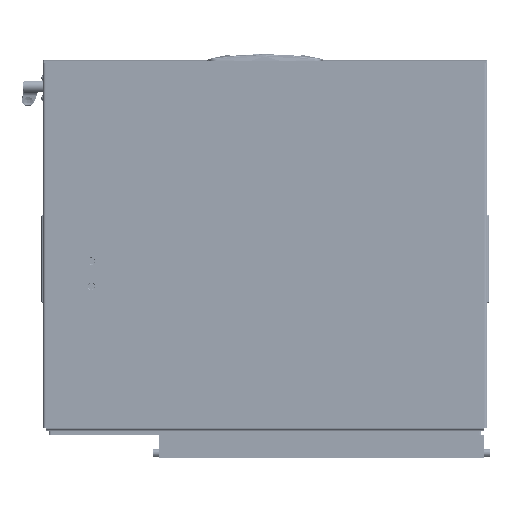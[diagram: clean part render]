
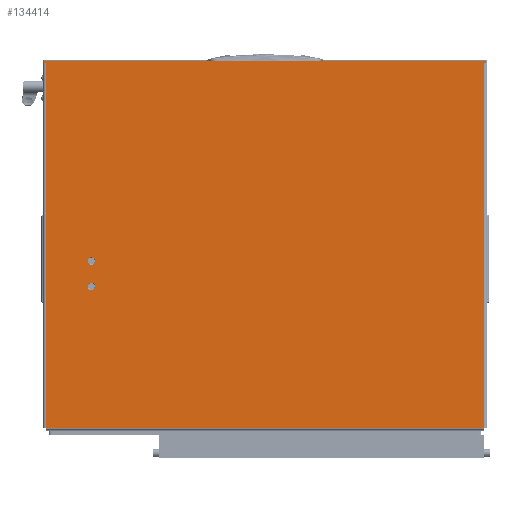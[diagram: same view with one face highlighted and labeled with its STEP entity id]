
A CAD part, front view. The second image highlights one B-rep face of the part: STEP entity #134414.
In plain terms, the highlighted face is planar.
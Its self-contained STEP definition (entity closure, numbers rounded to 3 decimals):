
#1293 = EDGE_CURVE ( 'NONE', #139691, #105881, #80717, .T. ) ;
#3469 = LINE ( 'NONE', #53632, #36582 ) ;
#5926 = FACE_OUTER_BOUND ( 'NONE', #40297, .T. ) ;
#6463 = LINE ( 'NONE', #117469, #121476 ) ;
#7989 = CARTESIAN_POINT ( 'NONE',  ( 506., 608., 0. ) ) ;
#11671 = CARTESIAN_POINT ( 'NONE',  ( 275., 545., 0. ) ) ;
#12556 = CARTESIAN_POINT ( 'NONE',  ( 0., -4., 0. ) ) ;
#13537 = ORIENTED_EDGE ( 'NONE', *, *, #35923, .F. ) ;
#14920 = CARTESIAN_POINT ( 'NONE',  ( 0., 610., 0. ) ) ;
#15149 = VERTEX_POINT ( 'NONE', #39360 ) ;
#16222 = CARTESIAN_POINT ( 'NONE',  ( 310., 545., 0. ) ) ;
#20557 = LINE ( 'NONE', #108857, #109534 ) ;
#20854 = VECTOR ( 'NONE', #44045, 1000. ) ;
#25125 = ORIENTED_EDGE ( 'NONE', *, *, #95403, .F. ) ;
#25714 = AXIS2_PLACEMENT_3D ( 'NONE', #99771, #77665, #100224 ) ;
#28154 = ORIENTED_EDGE ( 'NONE', *, *, #50148, .T. ) ;
#30527 = VERTEX_POINT ( 'NONE', #137883 ) ;
#32410 = CARTESIAN_POINT ( 'NONE',  ( 310., 545., 0. ) ) ;
#35309 = EDGE_LOOP ( 'NONE', ( #13537, #56020 ) ) ;
#35923 = EDGE_CURVE ( 'NONE', #65076, #123605, #90068, .T. ) ;
#36582 = VECTOR ( 'NONE', #132489, 1000. ) ;
#37398 = FACE_BOUND ( 'NONE', #35309, .T. ) ;
#38876 = AXIS2_PLACEMENT_3D ( 'NONE', #91446, #102622, #92401 ) ;
#39360 = CARTESIAN_POINT ( 'NONE',  ( 0., -2., 0. ) ) ;
#40068 = DIRECTION ( 'NONE',  ( -1., 0., 0. ) ) ;
#40297 = EDGE_LOOP ( 'NONE', ( #112137, #67897, #132977, #28154, #93232, #65808, #72134, #25125 ) ) ;
#40323 = DIRECTION ( 'NONE',  ( -1., 0., 0. ) ) ;
#40466 = VECTOR ( 'NONE', #122685, 1000. ) ;
#42635 = DIRECTION ( 'NONE',  ( 0., -1., 0. ) ) ;
#43676 = DIRECTION ( 'NONE',  ( 0., 0., -1. ) ) ;
#43777 = AXIS2_PLACEMENT_3D ( 'NONE', #11671, #111056, #57037 ) ;
#44045 = DIRECTION ( 'NONE',  ( 0., 1., 0. ) ) ;
#48662 = VERTEX_POINT ( 'NONE', #14920 ) ;
#50005 = CARTESIAN_POINT ( 'NONE',  ( 269.8, 545., 0. ) ) ;
#50148 = EDGE_CURVE ( 'NONE', #137192, #48662, #20557, .T. ) ;
#51865 = CARTESIAN_POINT ( 'NONE',  ( 304.8, 545., 0. ) ) ;
#53373 = DIRECTION ( 'NONE',  ( 1., 0., 0. ) ) ;
#53632 = CARTESIAN_POINT ( 'NONE',  ( 0., 0., 0. ) ) ;
#56020 = ORIENTED_EDGE ( 'NONE', *, *, #107714, .F. ) ;
#56286 = EDGE_CURVE ( 'NONE', #30527, #135555, #6463, .T. ) ;
#57037 = DIRECTION ( 'NONE',  ( -1., 0., 0. ) ) ;
#60173 = CARTESIAN_POINT ( 'NONE',  ( -2., 610., 0. ) ) ;
#61091 = DIRECTION ( 'NONE',  ( -1., 0., 0. ) ) ;
#63792 = EDGE_CURVE ( 'NONE', #115007, #137192, #116856, .T. ) ;
#65076 = VERTEX_POINT ( 'NONE', #50005 ) ;
#65808 = ORIENTED_EDGE ( 'NONE', *, *, #56286, .F. ) ;
#66083 = CARTESIAN_POINT ( 'NONE',  ( -2., -2., 0. ) ) ;
#67897 = ORIENTED_EDGE ( 'NONE', *, *, #105348, .T. ) ;
#67924 = VECTOR ( 'NONE', #40323, 1000. ) ;
#70158 = LINE ( 'NONE', #125605, #77117 ) ;
#71907 = LINE ( 'NONE', #7989, #94713 ) ;
#72134 = ORIENTED_EDGE ( 'NONE', *, *, #93339, .T. ) ;
#73190 = DIRECTION ( 'NONE',  ( 0., 0., -1. ) ) ;
#77117 = VECTOR ( 'NONE', #135850, 1000. ) ;
#77665 = DIRECTION ( 'NONE',  ( 0., 0., -1. ) ) ;
#78813 = CARTESIAN_POINT ( 'NONE',  ( 506., 0., 0. ) ) ;
#80099 = PLANE ( 'NONE',  #38876 ) ;
#80117 = CARTESIAN_POINT ( 'NONE',  ( 0., 0., 0. ) ) ;
#80717 = CIRCLE ( 'NONE', #127810, 5.2 ) ;
#86021 = EDGE_CURVE ( 'NONE', #105881, #139691, #129010, .T. ) ;
#86992 = VERTEX_POINT ( 'NONE', #78813 ) ;
#89690 = FACE_BOUND ( 'NONE', #142880, .T. ) ;
#90068 = CIRCLE ( 'NONE', #25714, 5.2 ) ;
#91446 = CARTESIAN_POINT ( 'NONE',  ( 0., 608., 0. ) ) ;
#92401 = DIRECTION ( 'NONE',  ( -1., 0., 0. ) ) ;
#93232 = ORIENTED_EDGE ( 'NONE', *, *, #136557, .F. ) ;
#93309 = CARTESIAN_POINT ( 'NONE',  ( 315.2, 545., 0. ) ) ;
#93339 = EDGE_CURVE ( 'NONE', #30527, #86992, #71907, .T. ) ;
#94713 = VECTOR ( 'NONE', #42635, 1000. ) ;
#95403 = EDGE_CURVE ( 'NONE', #130961, #86992, #3469, .T. ) ;
#95969 = CARTESIAN_POINT ( 'NONE',  ( 0., 608., 0. ) ) ;
#96283 = AXIS2_PLACEMENT_3D ( 'NONE', #16222, #73190, #61091 ) ;
#99771 = CARTESIAN_POINT ( 'NONE',  ( 275., 545., 0. ) ) ;
#100061 = CARTESIAN_POINT ( 'NONE',  ( -2., -4., 0. ) ) ;
#100158 = ORIENTED_EDGE ( 'NONE', *, *, #1293, .F. ) ;
#100224 = DIRECTION ( 'NONE',  ( -1., 0., 0. ) ) ;
#102622 = DIRECTION ( 'NONE',  ( 0., 0., -1. ) ) ;
#103928 = EDGE_CURVE ( 'NONE', #15149, #130961, #70158, .T. ) ;
#105348 = EDGE_CURVE ( 'NONE', #15149, #115007, #128973, .T. ) ;
#105881 = VERTEX_POINT ( 'NONE', #51865 ) ;
#107714 = EDGE_CURVE ( 'NONE', #123605, #65076, #121146, .T. ) ;
#108857 = CARTESIAN_POINT ( 'NONE',  ( 0., 610., 0. ) ) ;
#109534 = VECTOR ( 'NONE', #53373, 1000. ) ;
#111056 = DIRECTION ( 'NONE',  ( 0., 0., -1. ) ) ;
#112137 = ORIENTED_EDGE ( 'NONE', *, *, #103928, .F. ) ;
#114396 = ORIENTED_EDGE ( 'NONE', *, *, #86021, .F. ) ;
#115007 = VERTEX_POINT ( 'NONE', #66083 ) ;
#116856 = LINE ( 'NONE', #100061, #20854 ) ;
#117469 = CARTESIAN_POINT ( 'NONE',  ( 0., 608., 0. ) ) ;
#121146 = CIRCLE ( 'NONE', #43777, 5.2 ) ;
#121476 = VECTOR ( 'NONE', #40068, 1000. ) ;
#121580 = DIRECTION ( 'NONE',  ( -1., 0., 0. ) ) ;
#122685 = DIRECTION ( 'NONE',  ( 0., 1., 0. ) ) ;
#123605 = VERTEX_POINT ( 'NONE', #136534 ) ;
#125605 = CARTESIAN_POINT ( 'NONE',  ( 0., -4., 0. ) ) ;
#127810 = AXIS2_PLACEMENT_3D ( 'NONE', #32410, #43676, #121580 ) ;
#128973 = LINE ( 'NONE', #143520, #67924 ) ;
#129010 = CIRCLE ( 'NONE', #96283, 5.2 ) ;
#129319 = LINE ( 'NONE', #12556, #40466 ) ;
#130961 = VERTEX_POINT ( 'NONE', #80117 ) ;
#132489 = DIRECTION ( 'NONE',  ( 1., 0., 0. ) ) ;
#132977 = ORIENTED_EDGE ( 'NONE', *, *, #63792, .T. ) ;
#134414 = ADVANCED_FACE ( 'NONE', ( #37398, #89690, #5926 ), #80099, .T. ) ;
#135555 = VERTEX_POINT ( 'NONE', #95969 ) ;
#135850 = DIRECTION ( 'NONE',  ( 0., 1., 0. ) ) ;
#136534 = CARTESIAN_POINT ( 'NONE',  ( 280.2, 545., 0. ) ) ;
#136557 = EDGE_CURVE ( 'NONE', #135555, #48662, #129319, .T. ) ;
#137192 = VERTEX_POINT ( 'NONE', #60173 ) ;
#137883 = CARTESIAN_POINT ( 'NONE',  ( 506., 608., 0. ) ) ;
#139691 = VERTEX_POINT ( 'NONE', #93309 ) ;
#142880 = EDGE_LOOP ( 'NONE', ( #114396, #100158 ) ) ;
#143520 = CARTESIAN_POINT ( 'NONE',  ( 0., -2., 0. ) ) ;
